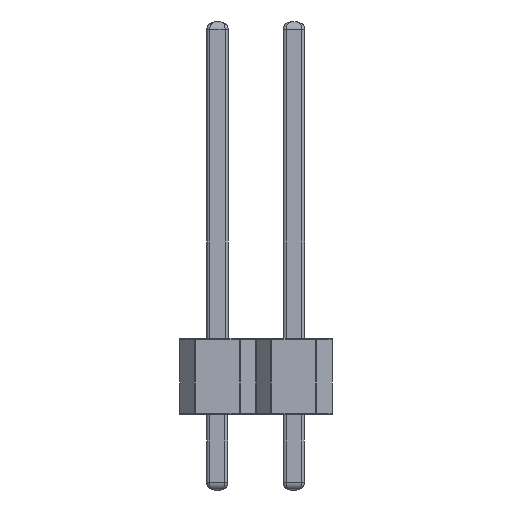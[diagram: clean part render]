
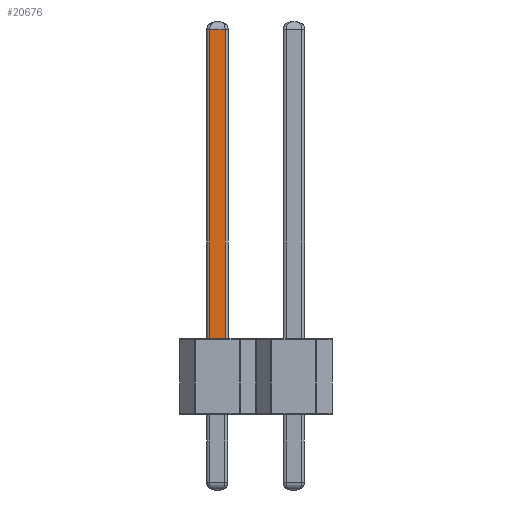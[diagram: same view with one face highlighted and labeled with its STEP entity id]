
A CAD part, left-side view. The second image highlights one B-rep face of the part: STEP entity #20676.
In plain terms, the highlighted planar face has unit normal (-1, 0, 0).
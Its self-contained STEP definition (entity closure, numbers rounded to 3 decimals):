
#530=PLANE('',#22312);
#1612=LINE('',#32414,#3196);
#1632=LINE('',#32562,#3216);
#1636=LINE('',#32596,#3220);
#1639=LINE('',#32625,#3223);
#3196=VECTOR('',#25245,10.);
#3216=VECTOR('',#25325,10.);
#3220=VECTOR('',#25341,10.);
#3223=VECTOR('',#25352,10.);
#5520=FACE_OUTER_BOUND('',#7034,.T.);
#7034=EDGE_LOOP('',(#14561,#14562,#14563,#14564));
#9717=VERTEX_POINT('',#32411);
#9718=VERTEX_POINT('',#32413);
#9736=VERTEX_POINT('',#32560);
#9740=VERTEX_POINT('',#32595);
#11349=EDGE_CURVE('',#9717,#9718,#1612,.T.);
#11385=EDGE_CURVE('',#9736,#9717,#1632,.T.);
#11392=EDGE_CURVE('',#9718,#9740,#1636,.T.);
#11398=EDGE_CURVE('',#9740,#9736,#1639,.T.);
#14561=ORIENTED_EDGE('',*,*,#11385,.F.);
#14562=ORIENTED_EDGE('',*,*,#11398,.F.);
#14563=ORIENTED_EDGE('',*,*,#11392,.F.);
#14564=ORIENTED_EDGE('',*,*,#11349,.F.);
#20676=ADVANCED_FACE('',(#5520),#530,.T.);
#22312=AXIS2_PLACEMENT_3D('',#32626,#25353,#25354);
#25245=DIRECTION('',(0.,1.,0.));
#25325=DIRECTION('',(0.,0.,-1.));
#25341=DIRECTION('',(0.,0.,1.));
#25352=DIRECTION('',(0.,-1.,0.));
#25353=DIRECTION('center_axis',(-1.,0.,0.));
#25354=DIRECTION('ref_axis',(0.,-1.,0.));
#32411=CARTESIAN_POINT('',(-1.602,1.026,2.54));
#32413=CARTESIAN_POINT('',(-1.602,1.533,2.54));
#32414=CARTESIAN_POINT('',(-1.602,1.451,2.54));
#32560=CARTESIAN_POINT('',(-1.602,1.026,12.79));
#32562=CARTESIAN_POINT('',(-1.602,1.026,2.54));
#32595=CARTESIAN_POINT('',(-1.602,1.533,12.79));
#32596=CARTESIAN_POINT('',(-1.602,1.533,2.54));
#32625=CARTESIAN_POINT('',(-1.602,1.456,12.79));
#32626=CARTESIAN_POINT('Origin',(-1.602,1.633,2.54));
